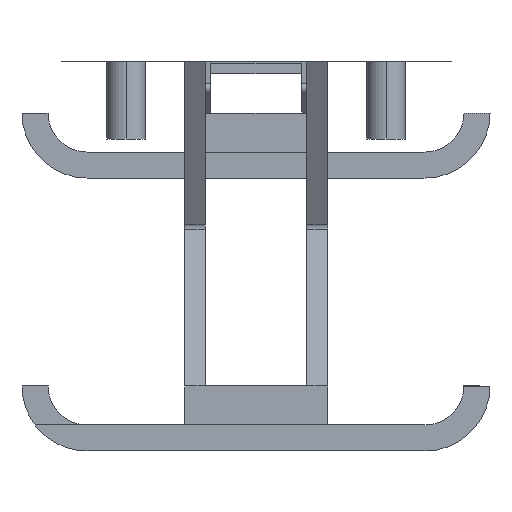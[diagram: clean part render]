
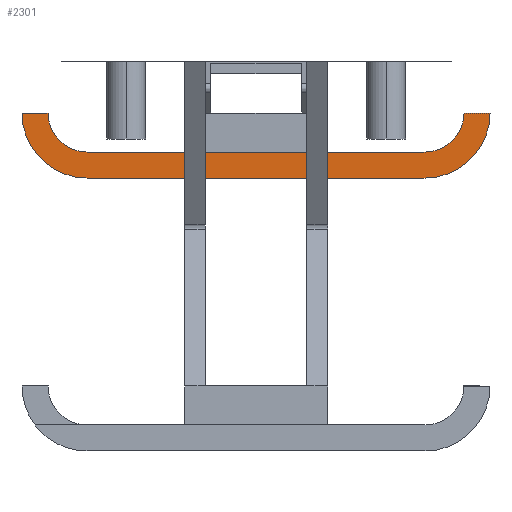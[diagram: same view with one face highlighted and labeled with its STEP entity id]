
A CAD part, left-side view. The second image highlights one B-rep face of the part: STEP entity #2301.
In plain terms, the highlighted planar face has unit normal (-1, 0, 0).
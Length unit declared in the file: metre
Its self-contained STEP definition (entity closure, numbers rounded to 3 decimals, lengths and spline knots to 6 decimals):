
#1 = CARTESIAN_POINT ( 'NONE',  ( -3.05, 0.8, -3.7 ) ) ;
#17 = DIRECTION ( 'NONE',  ( -1., 0., 0. ) ) ;
#48 = DIRECTION ( 'NONE',  ( 0., -1., 0. ) ) ;
#58 = DIRECTION ( 'NONE',  ( -1., 0., 0. ) ) ;
#77 = ORIENTED_EDGE ( 'NONE', *, *, #1433, .F. ) ;
#221 = CARTESIAN_POINT ( 'NONE',  ( -3.05, 0.9, 0. ) ) ;
#228 = CARTESIAN_POINT ( 'NONE',  ( -3.05, 0.9, -3.85 ) ) ;
#274 = VECTOR ( 'NONE', #48, 1. ) ;
#327 = AXIS2_PLACEMENT_3D ( 'NONE', #1849, #58, #842 ) ;
#331 = CARTESIAN_POINT ( 'NONE',  ( -3.05, -0.8, -3.7 ) ) ;
#348 = VERTEX_POINT ( 'NONE', #712 ) ;
#349 = VERTEX_POINT ( 'NONE', #331 ) ;
#395 = ORIENTED_EDGE ( 'NONE', *, *, #1413, .T. ) ;
#417 = DIRECTION ( 'NONE',  ( 0., 0., 1. ) ) ;
#484 = CIRCLE ( 'NONE', #569, 0.25 ) ;
#539 = DIRECTION ( 'NONE',  ( 0., 0., 1. ) ) ;
#569 = AXIS2_PLACEMENT_3D ( 'NONE', #925, #724, #1340 ) ;
#571 = EDGE_CURVE ( 'NONE', #348, #2188, #612, .T. ) ;
#573 = ORIENTED_EDGE ( 'NONE', *, *, #1442, .F. ) ;
#599 = VECTOR ( 'NONE', #1905, 1. ) ;
#605 = ORIENTED_EDGE ( 'NONE', *, *, #571, .F. ) ;
#612 = LINE ( 'NONE', #228, #640 ) ;
#640 = VECTOR ( 'NONE', #1837, 1. ) ;
#660 = CARTESIAN_POINT ( 'NONE',  ( -3.05, 0.65, -3.7 ) ) ;
#690 = VECTOR ( 'NONE', #1035, 1. ) ;
#705 = CARTESIAN_POINT ( 'NONE',  ( -3.05, -0.65, -3.85 ) ) ;
#712 = CARTESIAN_POINT ( 'NONE',  ( -3.05, 0.65, -3.85 ) ) ;
#724 = DIRECTION ( 'NONE',  ( -1., 0., 0. ) ) ;
#733 = CARTESIAN_POINT ( 'NONE',  ( -3.05, -0.65, -3.7 ) ) ;
#762 = CARTESIAN_POINT ( 'NONE',  ( -3.05, -0.9, -3.7 ) ) ;
#842 = DIRECTION ( 'NONE',  ( 0., 0., 1. ) ) ;
#862 = ORIENTED_EDGE ( 'NONE', *, *, #1478, .F. ) ;
#874 = VERTEX_POINT ( 'NONE', #1477 ) ;
#925 = CARTESIAN_POINT ( 'NONE',  ( -3.05, -0.65, -3.7 ) ) ;
#1029 = VERTEX_POINT ( 'NONE', #1 ) ;
#1035 = DIRECTION ( 'NONE',  ( 0., -1., 0. ) ) ;
#1036 = CARTESIAN_POINT ( 'NONE',  ( -3.05, 0.9, -3.95 ) ) ;
#1046 = LINE ( 'NONE', #1093, #599 ) ;
#1063 = DIRECTION ( 'NONE',  ( 1., 0., 0. ) ) ;
#1082 = CIRCLE ( 'NONE', #2575, 0.15 ) ;
#1093 = CARTESIAN_POINT ( 'NONE',  ( -3.05, 0.9, -3.7 ) ) ;
#1228 = PLANE ( 'NONE',  #2020 ) ;
#1242 = CIRCLE ( 'NONE', #1332, 0.25 ) ;
#1243 = EDGE_LOOP ( 'NONE', ( #1677, #605, #573, #1371, #862, #1583, #395, #77 ) ) ;
#1247 = EDGE_CURVE ( 'NONE', #874, #1349, #1706, .T. ) ;
#1249 = EDGE_CURVE ( 'NONE', #1268, #1029, #1046, .T. ) ;
#1268 = VERTEX_POINT ( 'NONE', #1306 ) ;
#1306 = CARTESIAN_POINT ( 'NONE',  ( -3.05, 0.9, -3.7 ) ) ;
#1332 = AXIS2_PLACEMENT_3D ( 'NONE', #660, #1063, #1470 ) ;
#1340 = DIRECTION ( 'NONE',  ( 0., 0., 1. ) ) ;
#1349 = VERTEX_POINT ( 'NONE', #1966 ) ;
#1371 = ORIENTED_EDGE ( 'NONE', *, *, #1249, .F. ) ;
#1405 = VERTEX_POINT ( 'NONE', #762 ) ;
#1413 = EDGE_CURVE ( 'NONE', #1349, #1405, #484, .T. ) ;
#1433 = EDGE_CURVE ( 'NONE', #349, #1405, #2049, .T. ) ;
#1442 = EDGE_CURVE ( 'NONE', #1029, #348, #1448, .T. ) ;
#1448 = CIRCLE ( 'NONE', #327, 0.15 ) ;
#1470 = DIRECTION ( 'NONE',  ( 0., 0., 1. ) ) ;
#1477 = CARTESIAN_POINT ( 'NONE',  ( -3.05, 0.65, -3.95 ) ) ;
#1478 = EDGE_CURVE ( 'NONE', #874, #1268, #1242, .T. ) ;
#1583 = ORIENTED_EDGE ( 'NONE', *, *, #1247, .T. ) ;
#1677 = ORIENTED_EDGE ( 'NONE', *, *, #2362, .F. ) ;
#1706 = LINE ( 'NONE', #1036, #274 ) ;
#1751 = DIRECTION ( 'NONE',  ( -1., 0., 0. ) ) ;
#1766 = FACE_OUTER_BOUND ( 'NONE', #1243, .T. ) ;
#1837 = DIRECTION ( 'NONE',  ( 0., -1., 0. ) ) ;
#1849 = CARTESIAN_POINT ( 'NONE',  ( -3.05, 0.65, -3.7 ) ) ;
#1858 = CARTESIAN_POINT ( 'NONE',  ( -3.05, 0.9, -3.7 ) ) ;
#1905 = DIRECTION ( 'NONE',  ( 0., -1., 0. ) ) ;
#1966 = CARTESIAN_POINT ( 'NONE',  ( -3.05, -0.65, -3.95 ) ) ;
#2020 = AXIS2_PLACEMENT_3D ( 'NONE', #221, #17, #417 ) ;
#2049 = LINE ( 'NONE', #1858, #690 ) ;
#2188 = VERTEX_POINT ( 'NONE', #705 ) ;
#2301 = ADVANCED_FACE ( 'NONE', ( #1766 ), #1228, .T. ) ;
#2362 = EDGE_CURVE ( 'NONE', #2188, #349, #1082, .T. ) ;
#2575 = AXIS2_PLACEMENT_3D ( 'NONE', #733, #1751, #539 ) ;
